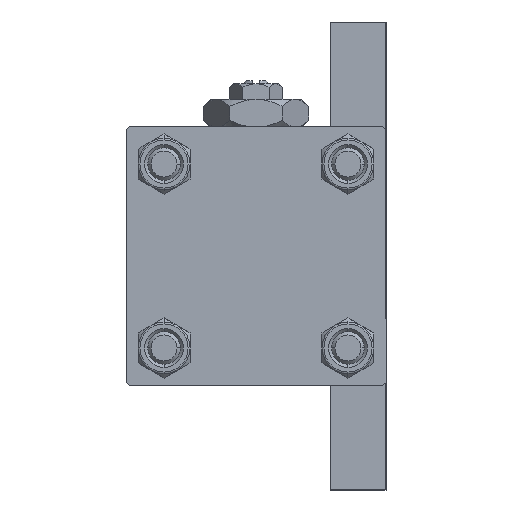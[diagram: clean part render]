
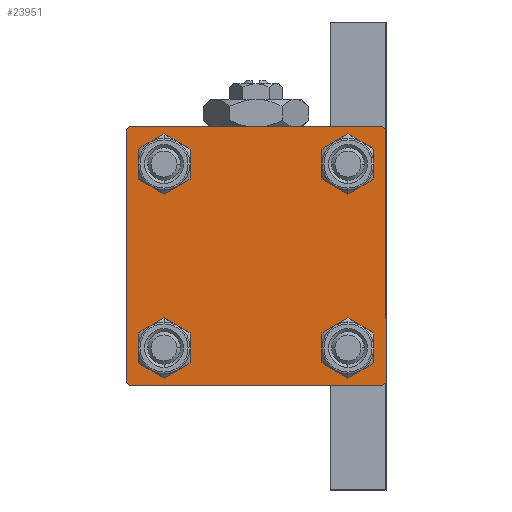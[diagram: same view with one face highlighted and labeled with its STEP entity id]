
A CAD part, left-side view. The second image highlights one B-rep face of the part: STEP entity #23951.
In plain terms, the highlighted planar face has unit normal (-1, 0, 0).
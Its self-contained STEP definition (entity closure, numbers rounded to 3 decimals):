
#587 = FACE_BOUND ( 'NONE', #13310, .T. ) ;
#893 = CIRCLE ( 'NONE', #29092, 3. ) ;
#1959 = EDGE_CURVE ( 'NONE', #31864, #45495, #893, .T. ) ;
#2076 = EDGE_CURVE ( 'NONE', #6521, #46765, #13797, .T. ) ;
#2329 = DIRECTION ( 'NONE',  ( 1., 0., 0. ) ) ;
#3114 = CARTESIAN_POINT ( 'NONE',  ( 0., -19.75, 19.75 ) ) ;
#3391 = EDGE_CURVE ( 'NONE', #24345, #13382, #23577, .T. ) ;
#3400 = FACE_OUTER_BOUND ( 'NONE', #7115, .T. ) ;
#4066 = DIRECTION ( 'NONE',  ( 0., 0.707, -0.707 ) ) ;
#4581 = CARTESIAN_POINT ( 'NONE',  ( 0., 14.15, 11.15 ) ) ;
#5333 = CARTESIAN_POINT ( 'NONE',  ( 0., 14.15, -17.15 ) ) ;
#5441 = VERTEX_POINT ( 'NONE', #9908 ) ;
#5880 = DIRECTION ( 'NONE',  ( 1., 0., 0. ) ) ;
#5961 = DIRECTION ( 'NONE',  ( 0., 0., 1. ) ) ;
#6091 = ORIENTED_EDGE ( 'NONE', *, *, #3391, .F. ) ;
#6140 = DIRECTION ( 'NONE',  ( 0., 0., 1. ) ) ;
#6141 = ORIENTED_EDGE ( 'NONE', *, *, #38599, .T. ) ;
#6493 = VERTEX_POINT ( 'NONE', #9103 ) ;
#6521 = VERTEX_POINT ( 'NONE', #5333 ) ;
#6636 = DIRECTION ( 'NONE',  ( 0., 0., 1. ) ) ;
#6759 = CARTESIAN_POINT ( 'NONE',  ( 0., 20., 20. ) ) ;
#7115 = EDGE_LOOP ( 'NONE', ( #22001, #49620, #34256, #17686, #25560, #38791, #6091, #36557 ) ) ;
#7690 = FACE_BOUND ( 'NONE', #37527, .T. ) ;
#7957 = CARTESIAN_POINT ( 'NONE',  ( 0., 20., 20. ) ) ;
#9045 = DIRECTION ( 'NONE',  ( 0., 0., 1. ) ) ;
#9103 = CARTESIAN_POINT ( 'NONE',  ( 0., -14.15, -11.15 ) ) ;
#9446 = CARTESIAN_POINT ( 'NONE',  ( 0., -14.15, -14.15 ) ) ;
#9908 = CARTESIAN_POINT ( 'NONE',  ( 0., -14.15, -17.15 ) ) ;
#10200 = CARTESIAN_POINT ( 'NONE',  ( 0., 14.15, -11.15 ) ) ;
#10295 = CIRCLE ( 'NONE', #24783, 3. ) ;
#10780 = DIRECTION ( 'NONE',  ( 0., 0., -1. ) ) ;
#11721 = FACE_BOUND ( 'NONE', #26542, .T. ) ;
#11874 = LINE ( 'NONE', #38573, #47554 ) ;
#12313 = VERTEX_POINT ( 'NONE', #36217 ) ;
#12339 = ORIENTED_EDGE ( 'NONE', *, *, #2076, .T. ) ;
#13310 = EDGE_LOOP ( 'NONE', ( #34345, #23158 ) ) ;
#13382 = VERTEX_POINT ( 'NONE', #15514 ) ;
#13547 = CARTESIAN_POINT ( 'NONE',  ( 0., 14.15, 14.15 ) ) ;
#13797 = CIRCLE ( 'NONE', #46012, 3. ) ;
#14197 = DIRECTION ( 'NONE',  ( 1., 0., 0. ) ) ;
#14268 = CARTESIAN_POINT ( 'NONE',  ( 0., -20., -19.5 ) ) ;
#14698 = DIRECTION ( 'NONE',  ( 0., 0.707, 0.707 ) ) ;
#14994 = DIRECTION ( 'NONE',  ( -1., 0., 0. ) ) ;
#15415 = CARTESIAN_POINT ( 'NONE',  ( 0., 19.5, -20. ) ) ;
#15514 = CARTESIAN_POINT ( 'NONE',  ( 0., -19.5, 20. ) ) ;
#16325 = EDGE_CURVE ( 'NONE', #19371, #16637, #25719, .T. ) ;
#16637 = VERTEX_POINT ( 'NONE', #14268 ) ;
#16904 = CARTESIAN_POINT ( 'NONE',  ( 0., 19.5, 20. ) ) ;
#16986 = EDGE_CURVE ( 'NONE', #12313, #16637, #45702, .T. ) ;
#17081 = CIRCLE ( 'NONE', #48468, 3. ) ;
#17459 = AXIS2_PLACEMENT_3D ( 'NONE', #9446, #33128, #48013 ) ;
#17656 = CARTESIAN_POINT ( 'NONE',  ( 0., -20., 20. ) ) ;
#17686 = ORIENTED_EDGE ( 'NONE', *, *, #16986, .T. ) ;
#18078 = EDGE_CURVE ( 'NONE', #19371, #13382, #34353, .T. ) ;
#18154 = CARTESIAN_POINT ( 'NONE',  ( 0., 20., 19.5 ) ) ;
#18226 = DIRECTION ( 'NONE',  ( 0., -0.707, 0.707 ) ) ;
#18774 = PLANE ( 'NONE',  #41774 ) ;
#19014 = VERTEX_POINT ( 'NONE', #15415 ) ;
#19371 = VERTEX_POINT ( 'NONE', #39431 ) ;
#19453 = VECTOR ( 'NONE', #19556, 1000. ) ;
#19556 = DIRECTION ( 'NONE',  ( 0., -1., 0. ) ) ;
#19644 = ORIENTED_EDGE ( 'NONE', *, *, #43061, .T. ) ;
#19693 = VECTOR ( 'NONE', #41078, 1000. ) ;
#20182 = ORIENTED_EDGE ( 'NONE', *, *, #1959, .T. ) ;
#20443 = LINE ( 'NONE', #35804, #39263 ) ;
#20861 = DIRECTION ( 'NONE',  ( 0., 0., 1. ) ) ;
#21213 = CARTESIAN_POINT ( 'NONE',  ( 0., 14.15, 17.15 ) ) ;
#21877 = DIRECTION ( 'NONE',  ( 0., 0., 1. ) ) ;
#22001 = ORIENTED_EDGE ( 'NONE', *, *, #24750, .T. ) ;
#22357 = LINE ( 'NONE', #6759, #32185 ) ;
#23158 = ORIENTED_EDGE ( 'NONE', *, *, #36125, .T. ) ;
#23175 = EDGE_CURVE ( 'NONE', #6493, #5441, #27944, .T. ) ;
#23577 = LINE ( 'NONE', #7957, #19453 ) ;
#23951 = ADVANCED_FACE ( 'NONE', ( #26584, #587, #11721, #7690, #3400 ), #18774, .T. ) ;
#24150 = DIRECTION ( 'NONE',  ( 1., 0., 0. ) ) ;
#24345 = VERTEX_POINT ( 'NONE', #16904 ) ;
#24495 = VERTEX_POINT ( 'NONE', #18154 ) ;
#24705 = DIRECTION ( 'NONE',  ( 0., -1., 0. ) ) ;
#24750 = EDGE_CURVE ( 'NONE', #24495, #38392, #22357, .T. ) ;
#24783 = AXIS2_PLACEMENT_3D ( 'NONE', #13547, #24150, #20861 ) ;
#24842 = CARTESIAN_POINT ( 'NONE',  ( 0., -14.15, 14.15 ) ) ;
#25560 = ORIENTED_EDGE ( 'NONE', *, *, #16325, .F. ) ;
#25668 = DIRECTION ( 'NONE',  ( 1., 0., 0. ) ) ;
#25719 = LINE ( 'NONE', #17656, #19693 ) ;
#26542 = EDGE_LOOP ( 'NONE', ( #6141, #12339 ) ) ;
#26584 = FACE_BOUND ( 'NONE', #37109, .T. ) ;
#26642 = EDGE_CURVE ( 'NONE', #24345, #24495, #11874, .T. ) ;
#27215 = CARTESIAN_POINT ( 'NONE',  ( 0., 14.15, 14.15 ) ) ;
#27944 = CIRCLE ( 'NONE', #17459, 3. ) ;
#29092 = AXIS2_PLACEMENT_3D ( 'NONE', #27215, #2329, #6140 ) ;
#29246 = CARTESIAN_POINT ( 'NONE',  ( 0., -14.15, 17.15 ) ) ;
#29460 = CARTESIAN_POINT ( 'NONE',  ( 0., -14.15, 14.15 ) ) ;
#29793 = VERTEX_POINT ( 'NONE', #29246 ) ;
#30795 = ORIENTED_EDGE ( 'NONE', *, *, #36808, .T. ) ;
#31346 = DIRECTION ( 'NONE',  ( 0., 0., 1. ) ) ;
#31864 = VERTEX_POINT ( 'NONE', #4581 ) ;
#32185 = VECTOR ( 'NONE', #10780, 1000. ) ;
#33128 = DIRECTION ( 'NONE',  ( 1., 0., 0. ) ) ;
#34256 = ORIENTED_EDGE ( 'NONE', *, *, #42858, .T. ) ;
#34345 = ORIENTED_EDGE ( 'NONE', *, *, #23175, .T. ) ;
#34353 = LINE ( 'NONE', #3114, #36676 ) ;
#35508 = DIRECTION ( 'NONE',  ( 1., 0., 0. ) ) ;
#35602 = AXIS2_PLACEMENT_3D ( 'NONE', #29460, #25668, #21877 ) ;
#35698 = EDGE_CURVE ( 'NONE', #29793, #49276, #17081, .T. ) ;
#35804 = CARTESIAN_POINT ( 'NONE',  ( 0., 20., -20. ) ) ;
#36125 = EDGE_CURVE ( 'NONE', #5441, #6493, #47669, .T. ) ;
#36217 = CARTESIAN_POINT ( 'NONE',  ( 0., -19.5, -20. ) ) ;
#36492 = CIRCLE ( 'NONE', #48577, 3. ) ;
#36557 = ORIENTED_EDGE ( 'NONE', *, *, #26642, .T. ) ;
#36676 = VECTOR ( 'NONE', #14698, 1000. ) ;
#36808 = EDGE_CURVE ( 'NONE', #49276, #29793, #37214, .T. ) ;
#37109 = EDGE_LOOP ( 'NONE', ( #44177, #30795 ) ) ;
#37214 = CIRCLE ( 'NONE', #35602, 3. ) ;
#37497 = CARTESIAN_POINT ( 'NONE',  ( 0., -14.15, 11.15 ) ) ;
#37527 = EDGE_LOOP ( 'NONE', ( #19644, #20182 ) ) ;
#37603 = CARTESIAN_POINT ( 'NONE',  ( 0., -14.15, -14.15 ) ) ;
#38392 = VERTEX_POINT ( 'NONE', #42436 ) ;
#38573 = CARTESIAN_POINT ( 'NONE',  ( 0., 19.75, 19.75 ) ) ;
#38599 = EDGE_CURVE ( 'NONE', #46765, #6521, #36492, .T. ) ;
#38791 = ORIENTED_EDGE ( 'NONE', *, *, #18078, .T. ) ;
#39263 = VECTOR ( 'NONE', #24705, 1000. ) ;
#39431 = CARTESIAN_POINT ( 'NONE',  ( 0., -20., 19.5 ) ) ;
#39809 = VECTOR ( 'NONE', #18226, 1000. ) ;
#40156 = DIRECTION ( 'NONE',  ( 0., -0.707, -0.707 ) ) ;
#40455 = DIRECTION ( 'NONE',  ( 1., 0., 0. ) ) ;
#40671 = LINE ( 'NONE', #43962, #44648 ) ;
#40903 = EDGE_CURVE ( 'NONE', #38392, #19014, #40671, .T. ) ;
#41078 = DIRECTION ( 'NONE',  ( 0., 0., -1. ) ) ;
#41774 = AXIS2_PLACEMENT_3D ( 'NONE', #42439, #14994, #31346 ) ;
#42436 = CARTESIAN_POINT ( 'NONE',  ( 0., 20., -19.5 ) ) ;
#42439 = CARTESIAN_POINT ( 'NONE',  ( 0., 0., 0. ) ) ;
#42858 = EDGE_CURVE ( 'NONE', #19014, #12313, #20443, .T. ) ;
#43061 = EDGE_CURVE ( 'NONE', #45495, #31864, #10295, .T. ) ;
#43962 = CARTESIAN_POINT ( 'NONE',  ( 0., 19.75, -19.75 ) ) ;
#44177 = ORIENTED_EDGE ( 'NONE', *, *, #35698, .T. ) ;
#44463 = AXIS2_PLACEMENT_3D ( 'NONE', #37603, #14197, #6636 ) ;
#44648 = VECTOR ( 'NONE', #40156, 1000. ) ;
#44942 = CARTESIAN_POINT ( 'NONE',  ( 0., -19.75, -19.75 ) ) ;
#45495 = VERTEX_POINT ( 'NONE', #21213 ) ;
#45702 = LINE ( 'NONE', #44942, #39809 ) ;
#46012 = AXIS2_PLACEMENT_3D ( 'NONE', #46626, #35508, #9045 ) ;
#46626 = CARTESIAN_POINT ( 'NONE',  ( 0., 14.15, -14.15 ) ) ;
#46765 = VERTEX_POINT ( 'NONE', #10200 ) ;
#47554 = VECTOR ( 'NONE', #4066, 1000. ) ;
#47669 = CIRCLE ( 'NONE', #44463, 3. ) ;
#48013 = DIRECTION ( 'NONE',  ( 0., 0., 1. ) ) ;
#48468 = AXIS2_PLACEMENT_3D ( 'NONE', #24842, #40455, #5961 ) ;
#48469 = DIRECTION ( 'NONE',  ( 0., 0., 1. ) ) ;
#48577 = AXIS2_PLACEMENT_3D ( 'NONE', #48724, #5880, #48469 ) ;
#48724 = CARTESIAN_POINT ( 'NONE',  ( 0., 14.15, -14.15 ) ) ;
#49276 = VERTEX_POINT ( 'NONE', #37497 ) ;
#49620 = ORIENTED_EDGE ( 'NONE', *, *, #40903, .T. ) ;
